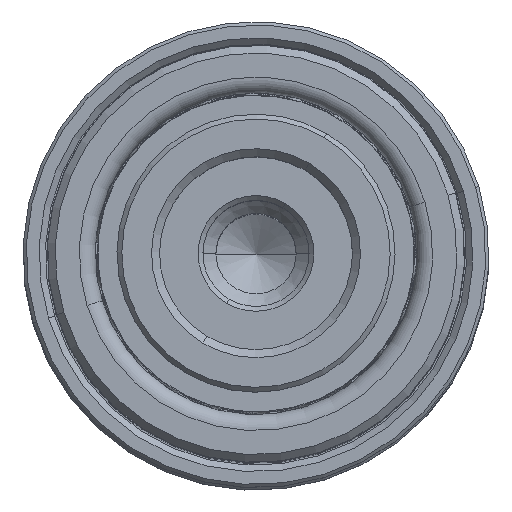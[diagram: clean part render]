
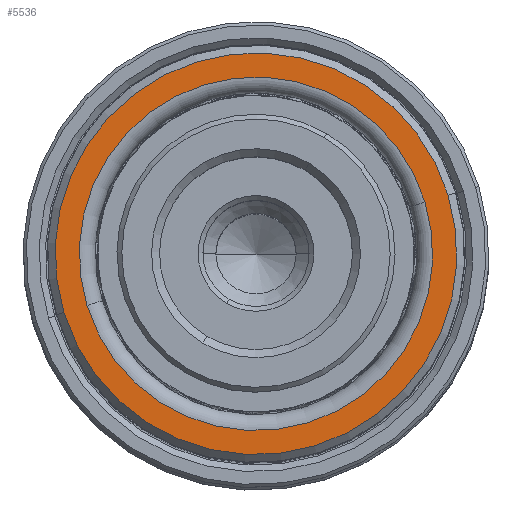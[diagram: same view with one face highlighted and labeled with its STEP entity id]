
A CAD part, top view. The second image highlights one B-rep face of the part: STEP entity #5536.
In plain terms, the highlighted planar face has unit normal (0, 0, 1).
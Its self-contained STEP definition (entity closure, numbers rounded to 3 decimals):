
#1832 = EDGE_CURVE ( 'NONE', #2705, #19114, #3457, .T. ) ;
#2052 = EDGE_LOOP ( 'NONE', ( #11842, #15396 ) ) ;
#2521 = AXIS2_PLACEMENT_3D ( 'NONE', #20727, #4719, #23431 ) ;
#2705 = VERTEX_POINT ( 'NONE', #4467 ) ;
#3457 = CIRCLE ( 'NONE', #13037, 12.5 ) ;
#3961 = AXIS2_PLACEMENT_3D ( 'NONE', #31407, #15415, #34092 ) ;
#4467 = CARTESIAN_POINT ( 'NONE',  ( 12.5, 0., 35. ) ) ;
#4719 = DIRECTION ( 'NONE',  ( 0., 0., -1. ) ) ;
#4778 = AXIS2_PLACEMENT_3D ( 'NONE', #5814, #11220, #29890 ) ;
#5536 = ADVANCED_FACE ( 'NONE', ( #6352, #13475 ), #21811, .T. ) ;
#5636 = VERTEX_POINT ( 'NONE', #8976 ) ;
#5814 = CARTESIAN_POINT ( 'NONE',  ( 0., 0., 35. ) ) ;
#6352 = FACE_BOUND ( 'NONE', #2052, .T. ) ;
#8976 = CARTESIAN_POINT ( 'NONE',  ( 11., 0., 35. ) ) ;
#10144 = CARTESIAN_POINT ( 'NONE',  ( -11., 0., 35. ) ) ;
#10401 = CARTESIAN_POINT ( 'NONE',  ( 0., 0., 35. ) ) ;
#11220 = DIRECTION ( 'NONE',  ( 0., 0., 1. ) ) ;
#11493 = DIRECTION ( 'NONE',  ( 0., 0., 1. ) ) ;
#11842 = ORIENTED_EDGE ( 'NONE', *, *, #27204, .T. ) ;
#13037 = AXIS2_PLACEMENT_3D ( 'NONE', #27500, #11493, #30184 ) ;
#13060 = DIRECTION ( 'NONE',  ( 1., 0., 0. ) ) ;
#13475 = FACE_OUTER_BOUND ( 'NONE', #16507, .T. ) ;
#15396 = ORIENTED_EDGE ( 'NONE', *, *, #30906, .T. ) ;
#15415 = DIRECTION ( 'NONE',  ( 0., 0., 1. ) ) ;
#16507 = EDGE_LOOP ( 'NONE', ( #20996, #23262 ) ) ;
#19114 = VERTEX_POINT ( 'NONE', #32776 ) ;
#19708 = AXIS2_PLACEMENT_3D ( 'NONE', #10401, #29065, #13060 ) ;
#20727 = CARTESIAN_POINT ( 'NONE',  ( 0., 0., 35. ) ) ;
#20996 = ORIENTED_EDGE ( 'NONE', *, *, #22749, .T. ) ;
#21811 = PLANE ( 'NONE',  #4778 ) ;
#22749 = EDGE_CURVE ( 'NONE', #19114, #2705, #25673, .T. ) ;
#23262 = ORIENTED_EDGE ( 'NONE', *, *, #1832, .T. ) ;
#23431 = DIRECTION ( 'NONE',  ( 1., 0., 0. ) ) ;
#25673 = CIRCLE ( 'NONE', #3961, 12.5 ) ;
#25826 = VERTEX_POINT ( 'NONE', #10144 ) ;
#27204 = EDGE_CURVE ( 'NONE', #5636, #25826, #27272, .T. ) ;
#27272 = CIRCLE ( 'NONE', #19708, 11. ) ;
#27500 = CARTESIAN_POINT ( 'NONE',  ( 0., 0., 35. ) ) ;
#29065 = DIRECTION ( 'NONE',  ( 0., 0., -1. ) ) ;
#29890 = DIRECTION ( 'NONE',  ( 1., 0., 0. ) ) ;
#30184 = DIRECTION ( 'NONE',  ( 1., 0., 0. ) ) ;
#30906 = EDGE_CURVE ( 'NONE', #25826, #5636, #32652, .T. ) ;
#31407 = CARTESIAN_POINT ( 'NONE',  ( 0., 0., 35. ) ) ;
#32652 = CIRCLE ( 'NONE', #2521, 11. ) ;
#32776 = CARTESIAN_POINT ( 'NONE',  ( -12.5, 0., 35. ) ) ;
#34092 = DIRECTION ( 'NONE',  ( 1., 0., 0. ) ) ;
